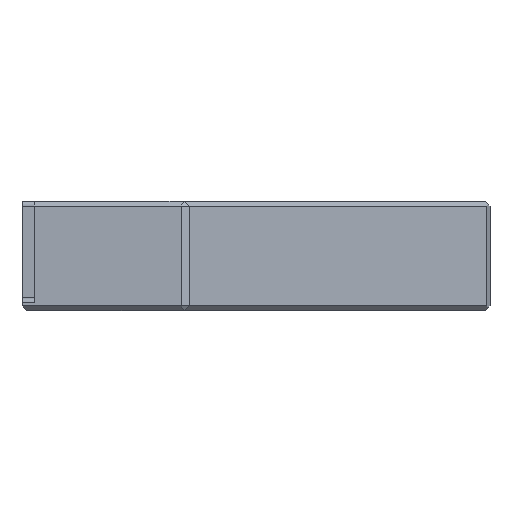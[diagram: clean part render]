
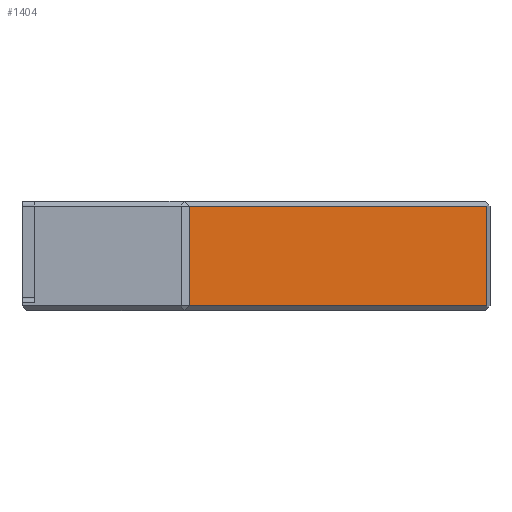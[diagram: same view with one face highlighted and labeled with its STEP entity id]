
A CAD part, left-side view. The second image highlights one B-rep face of the part: STEP entity #1404.
In plain terms, the highlighted planar face has unit normal (-0.707, -0.707, 0).
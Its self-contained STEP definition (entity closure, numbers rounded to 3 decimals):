
#129=PLANE('',#1509);
#176=FACE_OUTER_BOUND('',#261,.T.);
#261=EDGE_LOOP('',(#992,#993,#994,#995));
#350=LINE('',#1893,#479);
#355=LINE('',#1903,#484);
#359=LINE('',#1911,#488);
#360=LINE('',#1912,#489);
#479=VECTOR('',#1606,10.);
#484=VECTOR('',#1613,10.);
#488=VECTOR('',#1619,10.);
#489=VECTOR('',#1620,10.);
#630=VERTEX_POINT('',#1890);
#631=VERTEX_POINT('',#1892);
#635=VERTEX_POINT('',#1902);
#638=VERTEX_POINT('',#1910);
#768=EDGE_CURVE('',#630,#631,#350,.T.);
#773=EDGE_CURVE('',#631,#635,#355,.T.);
#777=EDGE_CURVE('',#638,#630,#359,.T.);
#778=EDGE_CURVE('',#635,#638,#360,.T.);
#992=ORIENTED_EDGE('',*,*,#768,.F.);
#993=ORIENTED_EDGE('',*,*,#777,.F.);
#994=ORIENTED_EDGE('',*,*,#778,.F.);
#995=ORIENTED_EDGE('',*,*,#773,.F.);
#1404=ADVANCED_FACE('',(#176),#129,.T.);
#1509=AXIS2_PLACEMENT_3D('',#1909,#1617,#1618);
#1606=DIRECTION('',(0.,0.,-1.));
#1613=DIRECTION('',(-0.707,0.707,0.));
#1617=DIRECTION('center_axis',(-0.707,-0.707,0.));
#1618=DIRECTION('ref_axis',(0.,0.,1.));
#1619=DIRECTION('',(0.707,-0.707,0.));
#1620=DIRECTION('',(0.,0.,1.));
#1890=CARTESIAN_POINT('',(-16.635,5.283,12.8));
#1892=CARTESIAN_POINT('',(-16.635,5.283,4.6));
#1893=CARTESIAN_POINT('',(-16.635,5.283,5.325));
#1902=CARTESIAN_POINT('',(-41.069,29.717,4.6));
#1903=CARTESIAN_POINT('',(-23.264,11.912,4.6));
#1909=CARTESIAN_POINT('Origin',(-29.352,18.,6.45));
#1910=CARTESIAN_POINT('',(-41.069,29.717,12.8));
#1911=CARTESIAN_POINT('',(-17.514,6.162,12.8));
#1912=CARTESIAN_POINT('',(-41.069,29.717,7.575));
